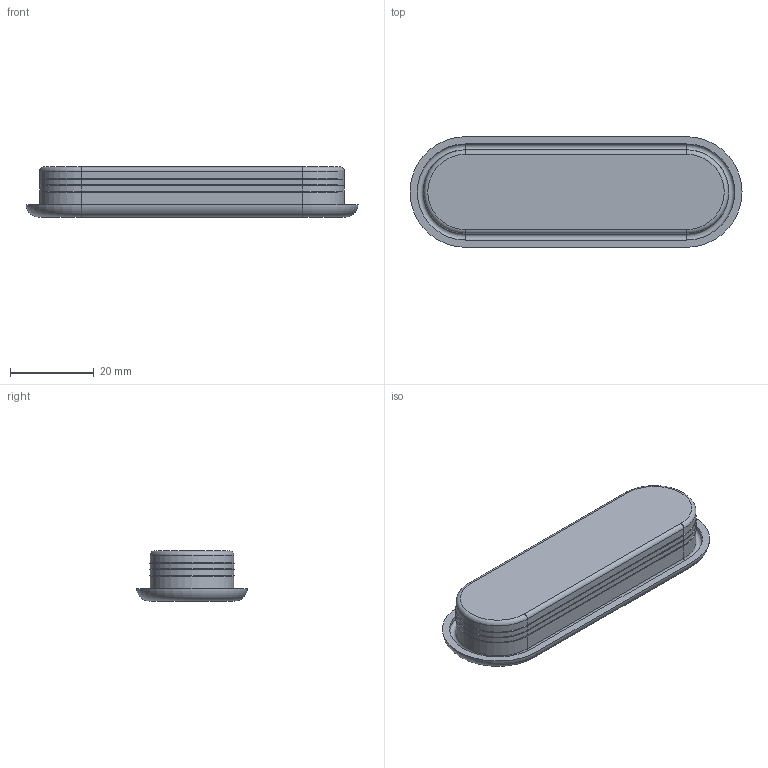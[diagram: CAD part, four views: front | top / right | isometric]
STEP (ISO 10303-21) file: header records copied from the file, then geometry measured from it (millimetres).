
FILE_DESCRIPTION(/* description */ (''),/* implementation_level */ '2;1');
FILE_NAME(/* name */ '1293.stp',/* time_stamp */ '2019-09-09T10:15:26+02:00',/* author */ ('DBARI'),/* organization */ (''),/* preprocessor_version */ 'ST-DEVELOPER v17.2',/* originating_system */ 'Autodesk Inventor 2019',/* authorisation */ '');
FILE_SCHEMA (('AUTOMOTIVE_DESIGN { 1 0 10303 214 3 1 1 }'));
Length unit declared in the file: millimetre
Products named in the file (1): 1293
Bounding box: 79.5 x 26.5 x 12 mm (x, y, z)
Volume: 5522.4 mm3; surface area: 7595.1 mm2
Topology: 1 solids, 1 shells, 71 faces, 144 edges, 76 vertices
Faces by surface type: plane 27, cylinder 22, cone 12, torus 10
Entity records: 1837 total; most frequent: DIRECTION 346, CARTESIAN_POINT 292, ORIENTED_EDGE 288, EDGE_CURVE 144, AXIS2_PLACEMENT_3D 130, LINE 86, VECTOR 86, VERTEX_POINT 76
